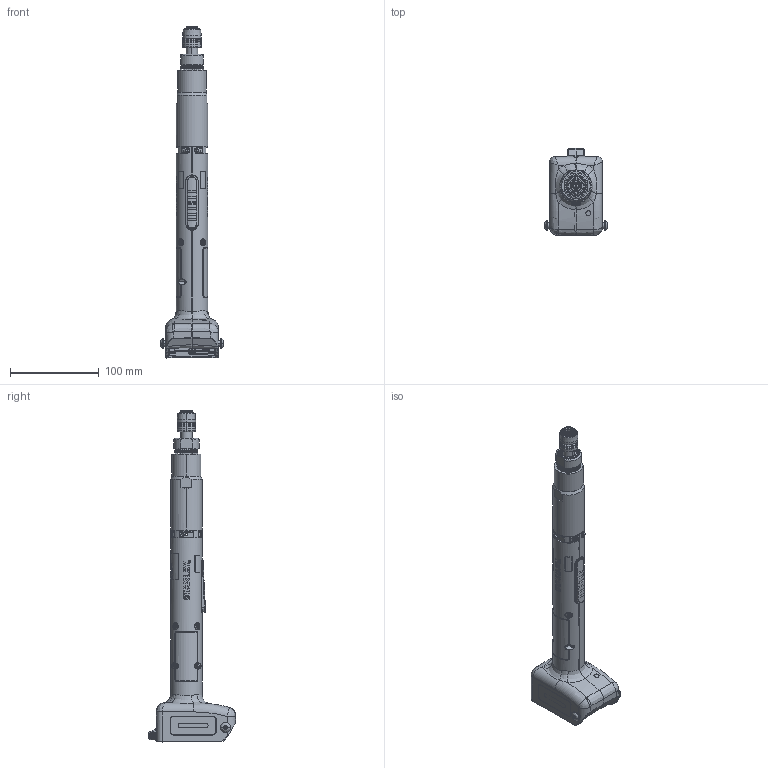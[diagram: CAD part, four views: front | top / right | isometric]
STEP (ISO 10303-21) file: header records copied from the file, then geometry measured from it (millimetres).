
FILE_DESCRIPTION((''),'2;1');
FILE_NAME('B12LB-11','2017-05-31T',('DMG0713'),(''),'PRO/ENGINEER BY PARAMETRIC TECHNOLOGY CORPORATION, 2010430','PRO/ENGINEER BY PARAMETRIC TECHNOLOGY CORPORATION, 2010430','');
FILE_SCHEMA(('CONFIG_CONTROL_DESIGN'));
Length unit declared in the file: inch
Products named in the file (1): B12LB-11
Bounding box: 70.58 x 98.3 x 374.06 mm (x, y, z)
Surface area: 124370.2 mm2 (no closed solid volume)
Topology: 0 solids, 196 shells, 1825 faces, 7509 edges, 5697 vertices
Faces by surface type: cylinder 654, plane 638, bspline 280, cone 138, torus 80, extrusion 19, sphere 16
Entity records: 101822 total; most frequent: CARTESIAN_POINT 46567, ORIENTED_EDGE 10359, DIRECTION 10029, EDGE_CURVE 7503, VERTEX_POINT 5697, VECTOR 3433, LINE 3414, AXIS2_PLACEMENT_3D 3298
